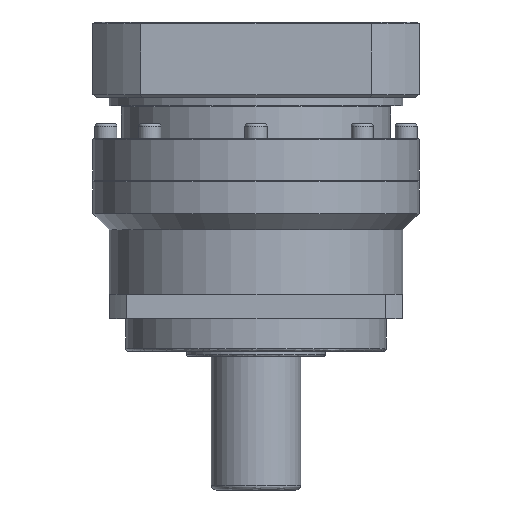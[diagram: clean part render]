
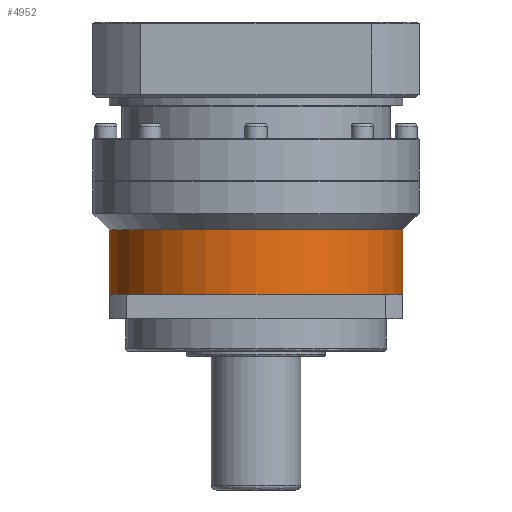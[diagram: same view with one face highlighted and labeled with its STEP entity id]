
A CAD part, front view. The second image highlights one B-rep face of the part: STEP entity #4952.
In plain terms, the highlighted cylindrical face has radius 90 mm (diameter 180 mm), a partial arc.
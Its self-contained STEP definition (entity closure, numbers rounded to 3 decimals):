
#719 = CARTESIAN_POINT ( 'NONE',  ( 90., 0., 159.5 ) ) ;
#992 = CARTESIAN_POINT ( 'NONE',  ( 0., -90., 120. ) ) ;
#1735 = DIRECTION ( 'NONE',  ( 0., 0., 1. ) ) ;
#2452 = AXIS2_PLACEMENT_3D ( 'NONE', #6296, #14981, #7553 ) ;
#2760 = CARTESIAN_POINT ( 'NONE',  ( 90., 0., 120. ) ) ;
#2950 = DIRECTION ( 'NONE',  ( 0., 0., 1. ) ) ;
#2959 = VECTOR ( 'NONE', #4551, 1000. ) ;
#3875 = DIRECTION ( 'NONE',  ( 0., 0., -1. ) ) ;
#4551 = DIRECTION ( 'NONE',  ( 0., 0., 1. ) ) ;
#4952 = ADVANCED_FACE ( 'NONE', ( #14931 ), #13363, .T. ) ;
#4959 = ORIENTED_EDGE ( 'NONE', *, *, #12844, .T. ) ;
#6195 = AXIS2_PLACEMENT_3D ( 'NONE', #6527, #15209, #12773 ) ;
#6250 = ORIENTED_EDGE ( 'NONE', *, *, #16048, .T. ) ;
#6296 = CARTESIAN_POINT ( 'NONE',  ( 0., 0., 120. ) ) ;
#6527 = CARTESIAN_POINT ( 'NONE',  ( 0., 0., 120. ) ) ;
#6598 = CIRCLE ( 'NONE', #9372, 90. ) ;
#6821 = CIRCLE ( 'NONE', #2452, 90. ) ;
#6912 = EDGE_CURVE ( 'NONE', #8618, #10028, #6598, .T. ) ;
#7051 = VECTOR ( 'NONE', #1735, 1000. ) ;
#7338 = ORIENTED_EDGE ( 'NONE', *, *, #10108, .T. ) ;
#7517 = VERTEX_POINT ( 'NONE', #2760 ) ;
#7553 = DIRECTION ( 'NONE',  ( 1., 0., 0. ) ) ;
#7623 = AXIS2_PLACEMENT_3D ( 'NONE', #10385, #2950, #11647 ) ;
#7705 = VERTEX_POINT ( 'NONE', #9333 ) ;
#8618 = VERTEX_POINT ( 'NONE', #719 ) ;
#9333 = CARTESIAN_POINT ( 'NONE',  ( -90., 0., 120. ) ) ;
#9372 = AXIS2_PLACEMENT_3D ( 'NONE', #11309, #3875, #12570 ) ;
#10028 = VERTEX_POINT ( 'NONE', #12690 ) ;
#10108 = EDGE_CURVE ( 'NONE', #15164, #7517, #12511, .T. ) ;
#10385 = CARTESIAN_POINT ( 'NONE',  ( 0., 0., 120. ) ) ;
#11090 = ORIENTED_EDGE ( 'NONE', *, *, #12287, .F. ) ;
#11309 = CARTESIAN_POINT ( 'NONE',  ( 0., 0., 159.5 ) ) ;
#11647 = DIRECTION ( 'NONE',  ( 1., 0., 0. ) ) ;
#12287 = EDGE_CURVE ( 'NONE', #7705, #10028, #15795, .T. ) ;
#12359 = ORIENTED_EDGE ( 'NONE', *, *, #6912, .T. ) ;
#12511 = CIRCLE ( 'NONE', #7623, 90. ) ;
#12570 = DIRECTION ( 'NONE',  ( 1., 0., 0. ) ) ;
#12690 = CARTESIAN_POINT ( 'NONE',  ( -90., 0., 159.5 ) ) ;
#12773 = DIRECTION ( 'NONE',  ( 1., 0., 0. ) ) ;
#12844 = EDGE_CURVE ( 'NONE', #7705, #15164, #6821, .T. ) ;
#13227 = CARTESIAN_POINT ( 'NONE',  ( -90., 0., 120. ) ) ;
#13363 = CYLINDRICAL_SURFACE ( 'NONE', #6195, 90. ) ;
#13643 = LINE ( 'NONE', #15398, #7051 ) ;
#14737 = EDGE_LOOP ( 'NONE', ( #11090, #4959, #7338, #6250, #12359 ) ) ;
#14931 = FACE_OUTER_BOUND ( 'NONE', #14737, .T. ) ;
#14981 = DIRECTION ( 'NONE',  ( 0., 0., 1. ) ) ;
#15164 = VERTEX_POINT ( 'NONE', #992 ) ;
#15209 = DIRECTION ( 'NONE',  ( 0., 0., 1. ) ) ;
#15398 = CARTESIAN_POINT ( 'NONE',  ( 90., 0., 120. ) ) ;
#15795 = LINE ( 'NONE', #13227, #2959 ) ;
#16048 = EDGE_CURVE ( 'NONE', #7517, #8618, #13643, .T. ) ;
